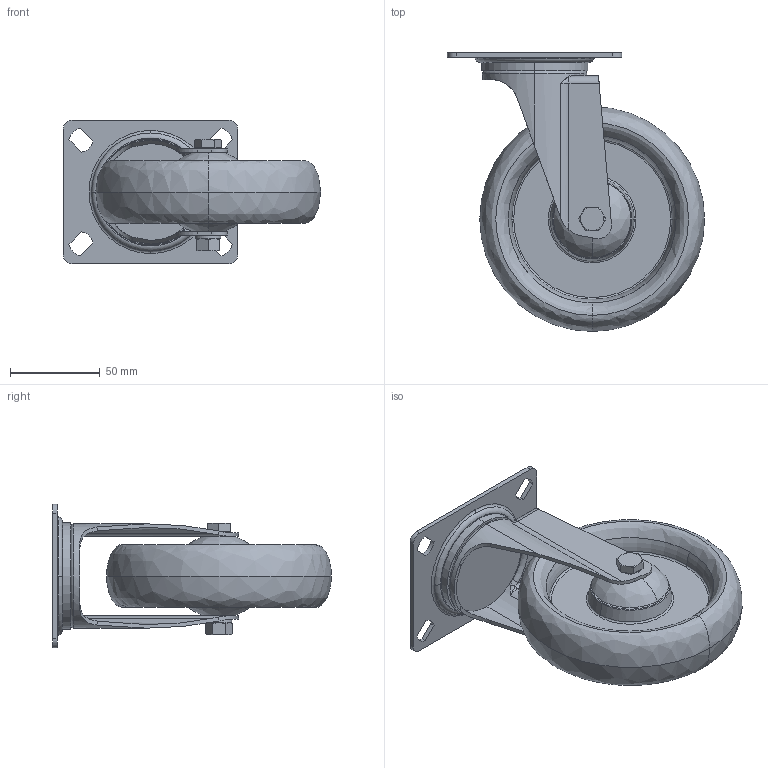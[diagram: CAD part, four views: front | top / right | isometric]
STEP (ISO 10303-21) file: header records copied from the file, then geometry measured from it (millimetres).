
FILE_DESCRIPTION (( 'STEP AP214' ), '1' );
FILE_NAME ('0034032.step', '2021-08-12T10:53:58', ( 'Windows-Benutzer' ), ( '' ), 'SwSTEP 2.0', 'SolidWorks 2020', '' );
FILE_SCHEMA (( 'AUTOMOTIVE_DESIGN' ));
Length unit declared in the file: millimetre
Products named in the file (1): 0034032
Bounding box: 143 x 155 x 80 mm (x, y, z)
Surface area: 78427.4 mm2 (no closed solid volume)
Topology: 0 solids, 9 shells, 181 faces, 451 edges, 284 vertices
Faces by surface type: plane 58, cylinder 41, torus 38, cone 26, bspline 18
Entity records: 7970 total; most frequent: CARTESIAN_POINT 1747, DIRECTION 918, ORIENTED_EDGE 840, EDGE_CURVE 447, AXIS2_PLACEMENT_3D 389, VERTEX_POINT 284, CIRCLE 225, EDGE_LOOP 208
